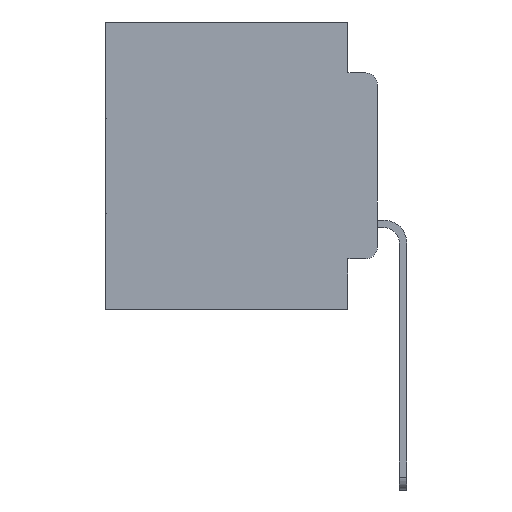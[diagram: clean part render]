
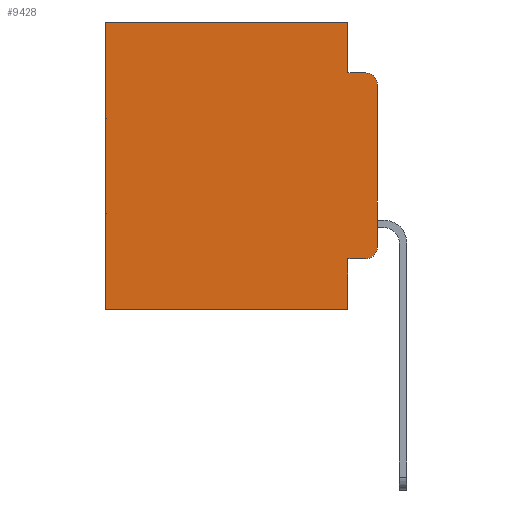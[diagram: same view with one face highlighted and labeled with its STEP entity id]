
A CAD part, left-side view. The second image highlights one B-rep face of the part: STEP entity #9428.
In plain terms, the highlighted planar face has unit normal (-1, 0, 0).
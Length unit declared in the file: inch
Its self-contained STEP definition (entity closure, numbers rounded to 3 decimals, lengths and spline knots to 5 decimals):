
#17 = ORIENTED_EDGE ( 'NONE', *, *, #6812, .T. ) ;
#192 = ORIENTED_EDGE ( 'NONE', *, *, #10114, .T. ) ;
#589 = ORIENTED_EDGE ( 'NONE', *, *, #7890, .F. ) ;
#749 = VERTEX_POINT ( 'NONE', #28963 ) ;
#804 = VECTOR ( 'NONE', #23965, 39.37008 ) ;
#974 = CARTESIAN_POINT ( 'NONE',  ( 0.298, 0.02, -0.1085 ) ) ;
#1110 = VERTEX_POINT ( 'NONE', #13974 ) ;
#1863 = DIRECTION ( 'NONE',  ( 0., 0., -1. ) ) ;
#2262 = VERTEX_POINT ( 'NONE', #23921 ) ;
#2369 = VECTOR ( 'NONE', #8454, 39.37008 ) ;
#2515 = DIRECTION ( 'NONE',  ( 0., 1., 0. ) ) ;
#3046 = LINE ( 'NONE', #13157, #21168 ) ;
#3193 = LINE ( 'NONE', #5943, #2369 ) ;
#3653 = DIRECTION ( 'NONE',  ( 0., 0., -1. ) ) ;
#3942 = AXIS2_PLACEMENT_3D ( 'NONE', #7086, #25444, #11863 ) ;
#4391 = VECTOR ( 'NONE', #2515, 39.37008 ) ;
#5022 = CARTESIAN_POINT ( 'NONE',  ( 0.298, 0., 0. ) ) ;
#5743 = CARTESIAN_POINT ( 'NONE',  ( 0.298, 0.02, -0.4115 ) ) ;
#5943 = CARTESIAN_POINT ( 'NONE',  ( 0.298, 0.051, 0. ) ) ;
#6262 = CARTESIAN_POINT ( 'NONE',  ( 0.298, 0.473, 0. ) ) ;
#6499 = CARTESIAN_POINT ( 'NONE',  ( 0.298, 0.02, -0.3915 ) ) ;
#6768 = ORIENTED_EDGE ( 'NONE', *, *, #22713, .F. ) ;
#6812 = EDGE_CURVE ( 'NONE', #749, #13884, #22308, .T. ) ;
#7086 = CARTESIAN_POINT ( 'NONE',  ( 0.298, 0., 0. ) ) ;
#7237 = EDGE_LOOP ( 'NONE', ( #14414, #28505, #13069, #6768, #17, #192, #589, #11427, #26477, #10749 ) ) ;
#7755 = VERTEX_POINT ( 'NONE', #17227 ) ;
#7860 = EDGE_CURVE ( 'NONE', #7755, #18586, #17361, .T. ) ;
#7890 = EDGE_CURVE ( 'NONE', #2262, #26140, #3046, .T. ) ;
#8355 = EDGE_CURVE ( 'NONE', #1110, #29667, #10835, .T. ) ;
#8454 = DIRECTION ( 'NONE',  ( 0., 0., -1. ) ) ;
#8990 = DIRECTION ( 'NONE',  ( 0., 0., -1. ) ) ;
#9428 = ADVANCED_FACE ( 'NONE', ( #14794 ), #23196, .F. ) ;
#10114 = EDGE_CURVE ( 'NONE', #13884, #26140, #29215, .T. ) ;
#10283 = CARTESIAN_POINT ( 'NONE',  ( 0.298, 0., -0.3915 ) ) ;
#10678 = DIRECTION ( 'NONE',  ( 0., 0., -1. ) ) ;
#10749 = ORIENTED_EDGE ( 'NONE', *, *, #28543, .T. ) ;
#10835 = LINE ( 'NONE', #22043, #16260 ) ;
#11104 = VECTOR ( 'NONE', #1863, 39.37008 ) ;
#11203 = EDGE_CURVE ( 'NONE', #1110, #18586, #22842, .T. ) ;
#11427 = ORIENTED_EDGE ( 'NONE', *, *, #13799, .F. ) ;
#11863 = DIRECTION ( 'NONE',  ( 0., 0., -1. ) ) ;
#12074 = VECTOR ( 'NONE', #24281, 39.37008 ) ;
#13069 = ORIENTED_EDGE ( 'NONE', *, *, #7860, .F. ) ;
#13157 = CARTESIAN_POINT ( 'NONE',  ( 0.298, 0., -0.5 ) ) ;
#13799 = EDGE_CURVE ( 'NONE', #26138, #2262, #3193, .T. ) ;
#13884 = VERTEX_POINT ( 'NONE', #6262 ) ;
#13974 = CARTESIAN_POINT ( 'NONE',  ( 0.298, 0., -0.1085 ) ) ;
#14414 = ORIENTED_EDGE ( 'NONE', *, *, #8355, .F. ) ;
#14794 = FACE_OUTER_BOUND ( 'NONE', #7237, .T. ) ;
#15485 = DIRECTION ( 'NONE',  ( 0., 1., 0. ) ) ;
#16260 = VECTOR ( 'NONE', #10678, 39.37008 ) ;
#16620 = VECTOR ( 'NONE', #24315, 39.37008 ) ;
#17227 = CARTESIAN_POINT ( 'NONE',  ( 0.298, 0.051, -0.0885 ) ) ;
#17361 = LINE ( 'NONE', #22074, #16620 ) ;
#17957 = DIRECTION ( 'NONE',  ( -1., 0., 0. ) ) ;
#18239 = LINE ( 'NONE', #26459, #12074 ) ;
#18528 = AXIS2_PLACEMENT_3D ( 'NONE', #974, #17957, #3653 ) ;
#18586 = VERTEX_POINT ( 'NONE', #24461 ) ;
#19241 = CIRCLE ( 'NONE', #25177, 0.02 ) ;
#21168 = VECTOR ( 'NONE', #15485, 39.37008 ) ;
#21714 = CARTESIAN_POINT ( 'NONE',  ( 0.298, 0.051, 0. ) ) ;
#22043 = CARTESIAN_POINT ( 'NONE',  ( 0.298, 0., 0. ) ) ;
#22074 = CARTESIAN_POINT ( 'NONE',  ( 0.298, 0.051, -0.0885 ) ) ;
#22308 = LINE ( 'NONE', #5022, #4391 ) ;
#22660 = DIRECTION ( 'NONE',  ( -1., 0., 0. ) ) ;
#22713 = EDGE_CURVE ( 'NONE', #749, #7755, #25963, .T. ) ;
#22842 = CIRCLE ( 'NONE', #18528, 0.02 ) ;
#23196 = PLANE ( 'NONE',  #3942 ) ;
#23450 = EDGE_CURVE ( 'NONE', #26138, #25821, #18239, .T. ) ;
#23921 = CARTESIAN_POINT ( 'NONE',  ( 0.298, 0.051, -0.5 ) ) ;
#23965 = DIRECTION ( 'NONE',  ( 0., 0., -1. ) ) ;
#24281 = DIRECTION ( 'NONE',  ( 0., -1., 0. ) ) ;
#24315 = DIRECTION ( 'NONE',  ( 0., -1., 0. ) ) ;
#24461 = CARTESIAN_POINT ( 'NONE',  ( 0.298, 0.02, -0.0885 ) ) ;
#25177 = AXIS2_PLACEMENT_3D ( 'NONE', #6499, #22660, #8990 ) ;
#25206 = CARTESIAN_POINT ( 'NONE',  ( 0.298, 0.051, -0.4115 ) ) ;
#25444 = DIRECTION ( 'NONE',  ( 1., 0., 0. ) ) ;
#25821 = VERTEX_POINT ( 'NONE', #5743 ) ;
#25963 = LINE ( 'NONE', #21714, #804 ) ;
#26138 = VERTEX_POINT ( 'NONE', #25206 ) ;
#26140 = VERTEX_POINT ( 'NONE', #29675 ) ;
#26459 = CARTESIAN_POINT ( 'NONE',  ( 0.298, 0.051, -0.4115 ) ) ;
#26477 = ORIENTED_EDGE ( 'NONE', *, *, #23450, .T. ) ;
#28505 = ORIENTED_EDGE ( 'NONE', *, *, #11203, .T. ) ;
#28543 = EDGE_CURVE ( 'NONE', #25821, #29667, #19241, .T. ) ;
#28963 = CARTESIAN_POINT ( 'NONE',  ( 0.298, 0.051, 0. ) ) ;
#29215 = LINE ( 'NONE', #29872, #11104 ) ;
#29667 = VERTEX_POINT ( 'NONE', #10283 ) ;
#29675 = CARTESIAN_POINT ( 'NONE',  ( 0.298, 0.473, -0.5 ) ) ;
#29872 = CARTESIAN_POINT ( 'NONE',  ( 0.298, 0.473, 0. ) ) ;
